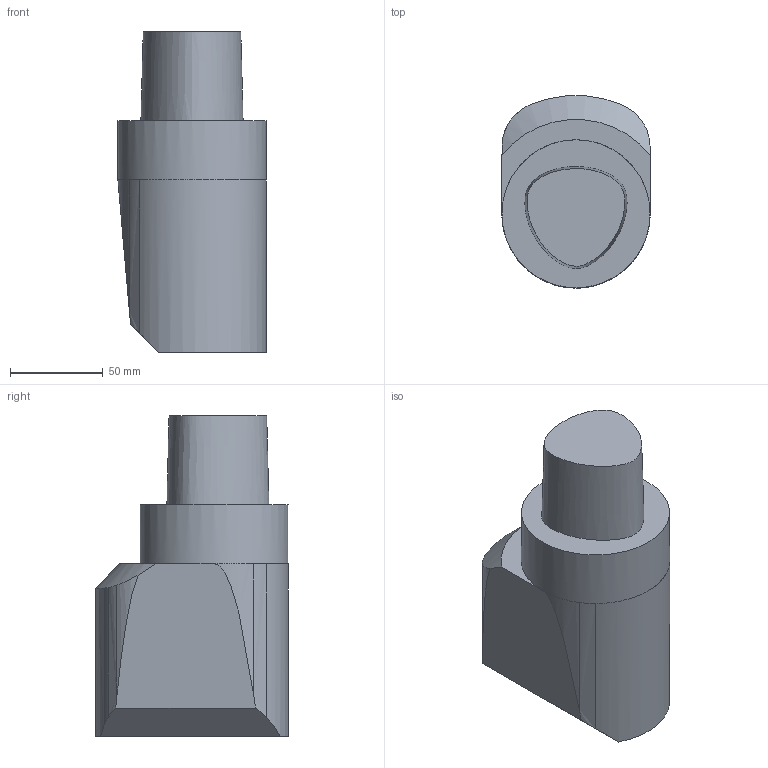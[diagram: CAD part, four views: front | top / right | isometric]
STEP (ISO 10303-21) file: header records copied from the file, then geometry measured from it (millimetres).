
FILE_DESCRIPTION((''),'1');
FILE_NAME('C8-180-BH32R-40125.stp','2017-05-03T05:30:51',(''),(''),'Spatial Interop R21 SP3','Kubotek KeyCreator 2011 V10.0.2 (22737)',' ');
FILE_SCHEMA(('automotive_design'));
Length unit declared in the file: millimetre
Products named in the file (1): 240[2]
Bounding box: 80 x 103.9 x 173 mm (x, y, z)
Volume: 811860.1 mm3; surface area: 62141.5 mm2
Topology: 1 solids, 1 shells, 23 faces, 56 edges, 37 vertices
Faces by surface type: plane 11, cylinder 8, bspline 3, cone 1
Full cylindrical faces by diameter (mm): 79.985 x1
Entity records: 1934 total; most frequent: CARTESIAN_POINT 828, ORIENTED_EDGE 110, DIRECTION 104, PRESENTATION_STYLE_ASSIGNMENT 103, COLOUR_RGB 103, STYLED_ITEM 79, CURVE_STYLE 79, DRAUGHTING_PRE_DEFINED_CURVE_FONT 79
